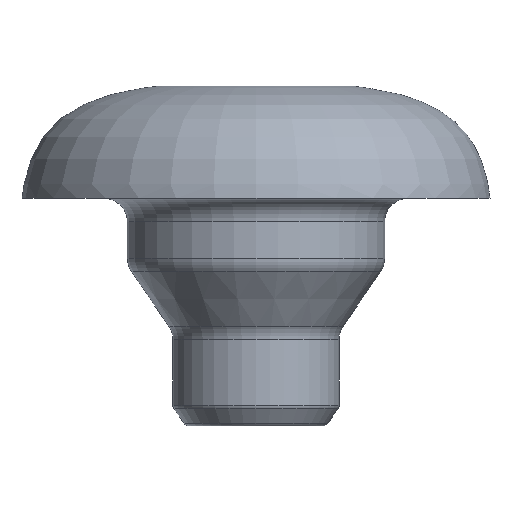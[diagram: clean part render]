
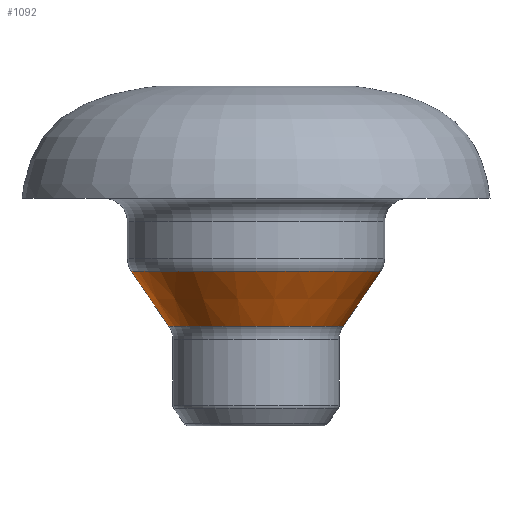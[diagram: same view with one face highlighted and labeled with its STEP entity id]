
A CAD part, front view. The second image highlights one B-rep face of the part: STEP entity #1092.
In plain terms, the highlighted conical face has half-angle 34.287 degrees and reference radius 9.05 mm.
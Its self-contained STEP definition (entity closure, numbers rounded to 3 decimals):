
#176=LINE('',#1861,#276);
#276=VECTOR('',#1525,9.05);
#282=CONICAL_SURFACE('',#1211,9.05,0.598);
#338=FACE_OUTER_BOUND('',#404,.T.);
#404=EDGE_LOOP('',(#973,#974,#975,#976));
#455=CIRCLE('',#1210,7.448);
#456=CIRCLE('',#1212,10.652);
#557=VERTEX_POINT('',#1855);
#558=VERTEX_POINT('',#1859);
#708=EDGE_CURVE('',#557,#557,#455,.T.);
#709=EDGE_CURVE('',#558,#558,#456,.T.);
#710=EDGE_CURVE('',#558,#557,#176,.T.);
#973=ORIENTED_EDGE('',*,*,#709,.F.);
#974=ORIENTED_EDGE('',*,*,#710,.T.);
#975=ORIENTED_EDGE('',*,*,#708,.T.);
#976=ORIENTED_EDGE('',*,*,#710,.F.);
#1092=ADVANCED_FACE('',(#338),#282,.T.);
#1210=AXIS2_PLACEMENT_3D('',#1857,#1519,#1520);
#1211=AXIS2_PLACEMENT_3D('',#1858,#1521,#1522);
#1212=AXIS2_PLACEMENT_3D('',#1860,#1523,#1524);
#1519=DIRECTION('center_axis',(0.,0.,1.));
#1520=DIRECTION('ref_axis',(1.,0.,0.));
#1521=DIRECTION('center_axis',(0.,0.,1.));
#1522=DIRECTION('ref_axis',(1.,0.,0.));
#1523=DIRECTION('center_axis',(0.,0.,1.));
#1524=DIRECTION('ref_axis',(1.,0.,0.));
#1525=DIRECTION('',(0.563,0.,-0.826));
#1855=CARTESIAN_POINT('',(-7.448,0.,8.51));
#1857=CARTESIAN_POINT('Origin',(0.,0.,8.51));
#1858=CARTESIAN_POINT('Origin',(0.,0.,10.86));
#1859=CARTESIAN_POINT('',(-10.652,0.,13.21));
#1860=CARTESIAN_POINT('Origin',(0.,0.,13.21));
#1861=CARTESIAN_POINT('',(-9.05,0.,10.86));
